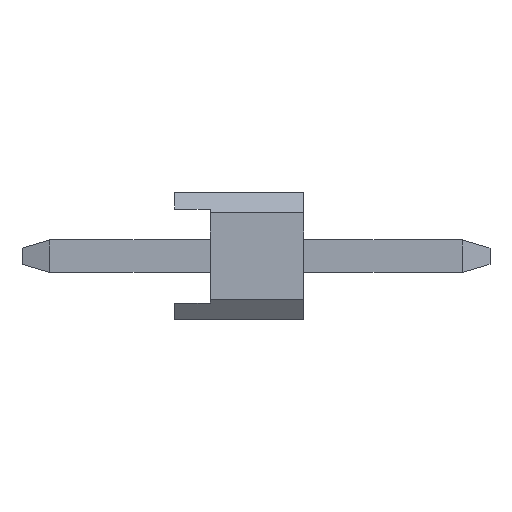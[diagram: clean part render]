
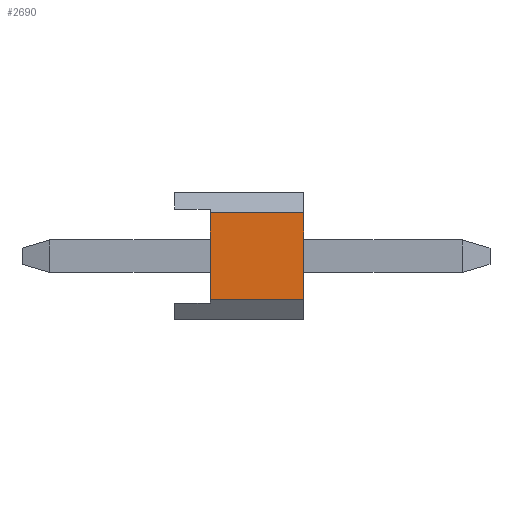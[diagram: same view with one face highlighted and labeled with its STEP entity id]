
A CAD part, left-side view. The second image highlights one B-rep face of the part: STEP entity #2690.
In plain terms, the highlighted planar face has unit normal (-1, 0, 0).
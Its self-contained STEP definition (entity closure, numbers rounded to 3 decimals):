
#1116=VERTEX_POINT('',#3270);
#1308=VERTEX_POINT('',#3484);
#1680=EDGE_CURVE('',#1116,#2316,#3897,.T.);
#1806=EDGE_CURVE('',#2316,#2078,#4039,.T.);
#2078=VERTEX_POINT('',#4339);
#2114=EDGE_CURVE('',#1116,#1308,#4381,.T.);
#2316=VERTEX_POINT('',#4602);
#2690=ADVANCED_FACE('',(#5009),#5010,.T.);
#2896=EDGE_CURVE('',#2078,#1308,#5245,.T.);
#3270=CARTESIAN_POINT('',(-8.79,-0.7,0.851));
#3484=CARTESIAN_POINT('',(-8.79,-2.54,0.851));
#3897=LINE('',#6567,#6568);
#4039=LINE('',#6761,#6762);
#4339=CARTESIAN_POINT('',(-8.79,-2.54,-0.851));
#4381=LINE('',#7239,#7240);
#4602=CARTESIAN_POINT('',(-8.79,-0.7,-0.851));
#5009=FACE_OUTER_BOUND('',#8156,.T.);
#5010=PLANE('',#8157);
#5245=LINE('',#8499,#8500);
#6567=CARTESIAN_POINT('',(-8.79,-0.7,-0.426));
#6568=VECTOR('',#9729,1.0);
#6761=CARTESIAN_POINT('',(-8.79,0.,-0.851));
#6762=VECTOR('',#9891,1.0);
#7239=CARTESIAN_POINT('',(-8.79,0.,0.851));
#7240=VECTOR('',#10233,1.0);
#8156=EDGE_LOOP('',(#10807,#10808,#10809,#10810));
#8157=AXIS2_PLACEMENT_3D('',#10811,#10812,#10813);
#8499=CARTESIAN_POINT('',(-8.79,-2.54,0.851));
#8500=VECTOR('',#11125,1.0);
#9729=DIRECTION('',(0.0,0.,-1.0));
#9891=DIRECTION('',(0.0,-1.0,0.));
#10233=DIRECTION('',(0.0,-1.0,0.));
#10807=ORIENTED_EDGE('',*,*,#1680,.T.);
#10808=ORIENTED_EDGE('',*,*,#1806,.T.);
#10809=ORIENTED_EDGE('',*,*,#2896,.T.);
#10810=ORIENTED_EDGE('',*,*,#2114,.F.);
#10811=CARTESIAN_POINT('',(-8.79,0.,-0.851));
#10812=DIRECTION('',(-1.0,0.0,0.0));
#10813=DIRECTION('',(0.0,0.,-1.0));
#11125=DIRECTION('',(0.0,0.,1.0));
